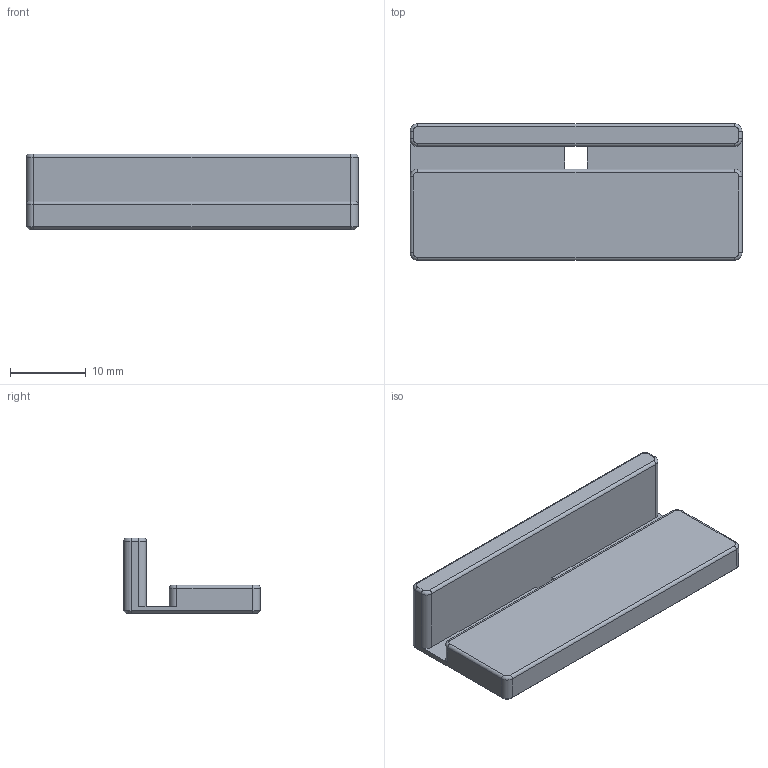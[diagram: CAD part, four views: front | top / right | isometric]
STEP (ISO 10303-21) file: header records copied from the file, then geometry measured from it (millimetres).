
FILE_DESCRIPTION(/* description */ (''),/* implementation_level */ '2;1');
FILE_NAME(/* name */ 'panel_spacer_tool.step',/* time_stamp */ '2022-08-01T17:48:49-07:00',/* author */ (''),/* organization */ (''),/* preprocessor_version */ 'ST-DEVELOPER v19',/* originating_system */ 'Autodesk Translation Framework v11.7.0.108',/* authorisation */ '');
FILE_SCHEMA (('AUTOMOTIVE_DESIGN { 1 0 10303 214 3 1 1 }'));
Length unit declared in the file: millimetre
Products named in the file (1): panel_spacer_tool
Bounding box: 43.7 x 18 x 10 mm (x, y, z)
Volume: 3397.2 mm3; surface area: 2753.4 mm2
Topology: 1 solids, 1 shells, 49 faces, 116 edges, 68 vertices
Faces by surface type: plane 21, cylinder 16, torus 8, cone 4
Entity records: 1427 total; most frequent: DIRECTION 260, CARTESIAN_POINT 234, ORIENTED_EDGE 232, EDGE_CURVE 116, AXIS2_PLACEMENT_3D 94, LINE 72, VECTOR 72, VERTEX_POINT 68
